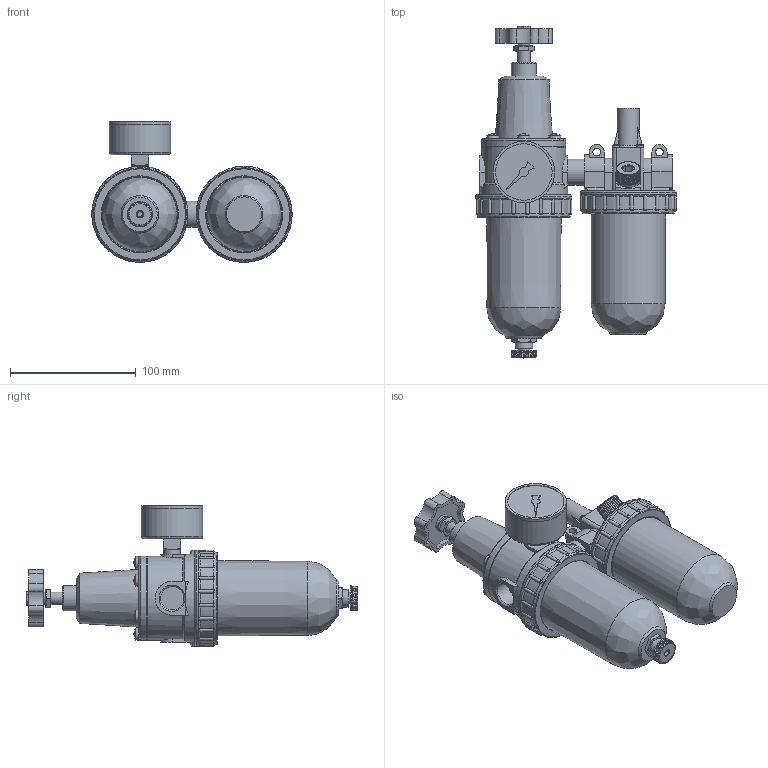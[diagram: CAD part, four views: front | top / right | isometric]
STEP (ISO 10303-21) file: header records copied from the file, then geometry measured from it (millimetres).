
FILE_DESCRIPTION( ( 'STEP AP203' ), ' ' );
FILE_NAME( '9.3123.00.155.0V.stp', '2017-04-18T09:25:38', ( '' ), ( '' ), ' ', 'PARTsolutions', ' ' );
FILE_SCHEMA( ( 'CONFIG_CONTROL_DESIGN' ) );
Length unit declared in the file: millimetre
Products named in the file (7): 9.3123.00.155.0V; _678.020 K-HA(G 1/2)-1; _678.020 K-HA-2; _678.020 K-HA0(HA)-3; _750 K-1-1; _750 K-1-2; _252.05
Assembly tree (6 placements, depth 2):
  9.3123.00.155.0V
    _678.020 K-HA(G 1/2)-1
    _678.020 K-HA-2
    _678.020 K-HA0(HA)-3
    _750 K-1-1
    _750 K-1-2
    _252.05
Bounding box: 159.6 x 264.4 x 112.1 mm (x, y, z)
Volume: 1022037.1 mm3; surface area: 121805.9 mm2
Topology: 6 solids, 6 shells, 848 faces, 2382 edges, 1552 vertices
Faces by surface type: plane 387, cylinder 281, cone 95, sphere 52, torus 31, bspline 2
Full cylindrical faces by diameter (mm): 4 x1, 4.134 x3, 6.2 x2, 9 x2, 9.2 x1, 9.728 x1, 9.9 x1, 10 x3, 11.445 x2, 13.157 x1, 13.9 x1, 14 x1, 17.5 x1, 18.631 x4, 19 x1, 20 x2, 20.955 x1, 45 x1, 48.96 x1, 49 x2, 59 x1, 67 x2, 70 x1, 76.6 x2
Entity records: 28382 total; most frequent: CARTESIAN_POINT 7637, DIRECTION 4254, ORIENTED_EDGE 4224, EDGE_CURVE 2112, AXIS2_PLACEMENT_3D 1704, VERTEX_POINT 1473, EDGE_LOOP 1009, FACE_OUTER_BOUND 912
